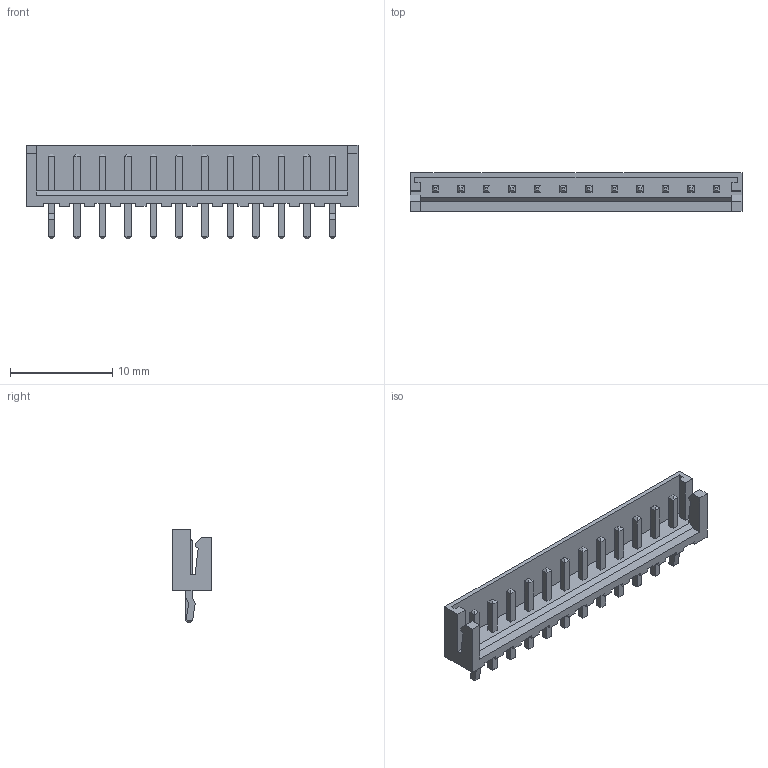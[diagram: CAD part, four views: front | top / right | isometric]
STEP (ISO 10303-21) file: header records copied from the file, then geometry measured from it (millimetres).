
FILE_DESCRIPTION(/* description */ ('model of JST_EH_B12B-EH-A_12x2.50mm_Straight.'),/* implementation_level */ FILE_NAME(/* name */ 'JST_EH_B12B-EH-A_12x2.50mm_Straight..stp',/* time_stamp */ '2017-02-23T17:04:10',/* author */ ('Rene Poeschl',''),/* organization */ (''),/* preprocessor_version */ '',/* originating_system */ '',/* authorisation */ '');
FILE_NAME(/* name */ 'JST_EH_B12B-EH-A_12x2.50mm_Straight..stp',/* time_stamp */ '2017-02-23T17:04:10',/* author */ ('Rene Poeschl',''),/* organization */ (''),/* preprocessor_version */ '',/* originating_system */ '',/* authorisation */ '');
FILE_SCHEMA(('AUTOMOTIVE_DESIGN_CC2 { 1 2 10303 214 -1 1 5 4 }'));
Length unit declared in the file: millimetre
Products named in the file (1): B12B_EH_A
Bounding box: 32.5 x 3.8 x 9.2 mm (x, y, z)
Volume: 270.1 mm3; surface area: 942.1 mm2
Topology: 1 solids, 1 shells, 302 faces, 790 edges, 514 vertices
Faces by surface type: plane 302
Entity records: 21211 total; most frequent: CARTESIAN_POINT 3403, DIRECTION 2760, LINE 2154, VECTOR 2154, ORIENTED_EDGE 1580, PCURVE 1580, DEFINITIONAL_REPRESENTATION 1580, EDGE_CURVE 790
